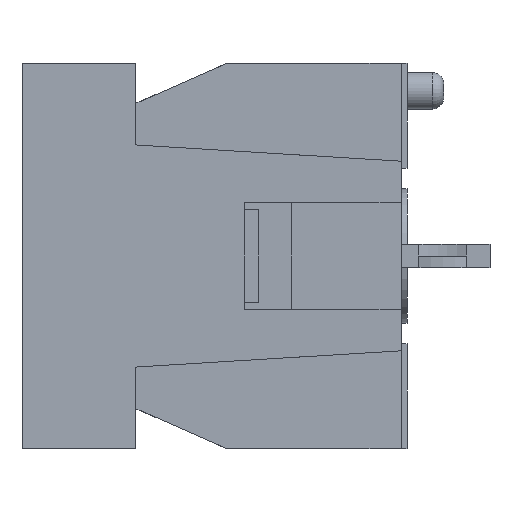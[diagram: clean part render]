
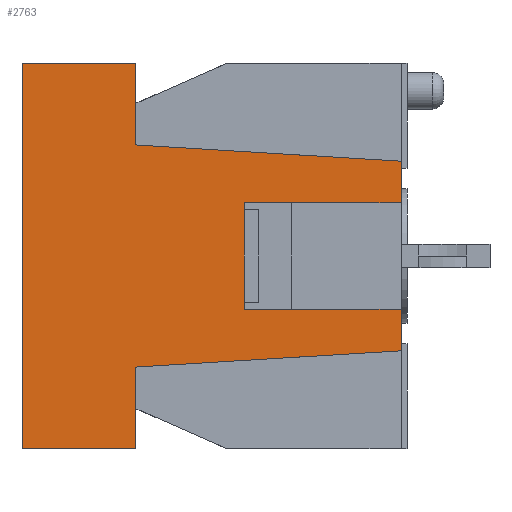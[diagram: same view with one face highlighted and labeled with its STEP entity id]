
A CAD part, left-side view. The second image highlights one B-rep face of the part: STEP entity #2763.
In plain terms, the highlighted planar face has unit normal (-1, 0, 0).
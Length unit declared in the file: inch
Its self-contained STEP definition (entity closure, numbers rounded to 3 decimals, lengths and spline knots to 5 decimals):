
#468 = ORIENTED_EDGE ( 'NONE', *, *, #1753, .T. ) ;
#596 = AXIS2_PLACEMENT_3D ( 'NONE', #3629, #6913, #6347 ) ;
#693 = VECTOR ( 'NONE', #4043, 39.37008 ) ;
#719 = DIRECTION ( 'NONE',  ( 0., -0.998, 0.061 ) ) ;
#886 = EDGE_LOOP ( 'NONE', ( #6876, #6710, #1398, #5108, #4189, #4222, #1122, #3117, #1723, #979, #6519, #468 ) ) ;
#889 = FACE_OUTER_BOUND ( 'NONE', #886, .T. ) ;
#979 = ORIENTED_EDGE ( 'NONE', *, *, #7080, .T. ) ;
#1122 = ORIENTED_EDGE ( 'NONE', *, *, #6848, .T. ) ;
#1223 = CARTESIAN_POINT ( 'NONE',  ( -0.745, 0.64, -0.325 ) ) ;
#1263 = DIRECTION ( 'NONE',  ( 0., 0., -1. ) ) ;
#1304 = CARTESIAN_POINT ( 'NONE',  ( -0.745, 0., 0.1875 ) ) ;
#1370 = CARTESIAN_POINT ( 'NONE',  ( -0.745, 0.448, -0.1875 ) ) ;
#1373 = EDGE_CURVE ( 'NONE', #6446, #4306, #6346, .T. ) ;
#1398 = ORIENTED_EDGE ( 'NONE', *, *, #2557, .F. ) ;
#1426 = DIRECTION ( 'NONE',  ( 0., 0., 1. ) ) ;
#1504 = LINE ( 'NONE', #7106, #2458 ) ;
#1514 = VECTOR ( 'NONE', #3404, 39.37008 ) ;
#1553 = CARTESIAN_POINT ( 'NONE',  ( -0.745, 0.448, 0.325 ) ) ;
#1621 = VECTOR ( 'NONE', #6907, 39.37008 ) ;
#1645 = CARTESIAN_POINT ( 'NONE',  ( -0.745, 0.448, 0.1875 ) ) ;
#1665 = DIRECTION ( 'NONE',  ( 0., 0., 1. ) ) ;
#1723 = ORIENTED_EDGE ( 'NONE', *, *, #1373, .F. ) ;
#1753 = EDGE_CURVE ( 'NONE', #6044, #4789, #3770, .T. ) ;
#2012 = CARTESIAN_POINT ( 'NONE',  ( -0.745, 0.448, 0.325 ) ) ;
#2458 = VECTOR ( 'NONE', #5473, 39.37008 ) ;
#2557 = EDGE_CURVE ( 'NONE', #2998, #4181, #2912, .T. ) ;
#2763 = ADVANCED_FACE ( 'NONE', ( #889 ), #3065, .F. ) ;
#2784 = EDGE_CURVE ( 'NONE', #4381, #6044, #6680, .T. ) ;
#2902 = VERTEX_POINT ( 'NONE', #6397 ) ;
#2912 = LINE ( 'NONE', #4465, #1514 ) ;
#2949 = CARTESIAN_POINT ( 'NONE',  ( -0.745, 0., -0.09 ) ) ;
#2998 = VERTEX_POINT ( 'NONE', #6622 ) ;
#3059 = CARTESIAN_POINT ( 'NONE',  ( -0.745, 0.64, 0.325 ) ) ;
#3065 = PLANE ( 'NONE',  #596 ) ;
#3110 = DIRECTION ( 'NONE',  ( 0., 0., 1. ) ) ;
#3117 = ORIENTED_EDGE ( 'NONE', *, *, #5849, .F. ) ;
#3148 = CARTESIAN_POINT ( 'NONE',  ( -0.745, 0.64, 0.325 ) ) ;
#3213 = DIRECTION ( 'NONE',  ( 0., 1., 0. ) ) ;
#3311 = VECTOR ( 'NONE', #1665, 39.37008 ) ;
#3319 = LINE ( 'NONE', #6783, #693 ) ;
#3329 = DIRECTION ( 'NONE',  ( 0., -1., 0. ) ) ;
#3404 = DIRECTION ( 'NONE',  ( 0., 0., -1. ) ) ;
#3629 = CARTESIAN_POINT ( 'NONE',  ( -0.745, 0.64, 0.325 ) ) ;
#3764 = VECTOR ( 'NONE', #1426, 39.37008 ) ;
#3770 = LINE ( 'NONE', #4563, #5550 ) ;
#3783 = VERTEX_POINT ( 'NONE', #7163 ) ;
#3815 = VECTOR ( 'NONE', #5163, 39.37008 ) ;
#3819 = LINE ( 'NONE', #4327, #3311 ) ;
#3827 = LINE ( 'NONE', #5459, #6750 ) ;
#4043 = DIRECTION ( 'NONE',  ( 0., -0.998, -0.061 ) ) ;
#4181 = VERTEX_POINT ( 'NONE', #7155 ) ;
#4189 = ORIENTED_EDGE ( 'NONE', *, *, #5472, .F. ) ;
#4222 = ORIENTED_EDGE ( 'NONE', *, *, #5977, .F. ) ;
#4278 = VECTOR ( 'NONE', #1263, 39.37008 ) ;
#4292 = EDGE_CURVE ( 'NONE', #6958, #4789, #6626, .T. ) ;
#4306 = VERTEX_POINT ( 'NONE', #3059 ) ;
#4327 = CARTESIAN_POINT ( 'NONE',  ( -0.745, 0.448, 0.325 ) ) ;
#4381 = VERTEX_POINT ( 'NONE', #4674 ) ;
#4428 = VECTOR ( 'NONE', #3213, 39.37008 ) ;
#4465 = CARTESIAN_POINT ( 'NONE',  ( -0.745, 0.265, 0. ) ) ;
#4563 = CARTESIAN_POINT ( 'NONE',  ( -0.745, -0.00978, -0.1594 ) ) ;
#4598 = CARTESIAN_POINT ( 'NONE',  ( -0.745, 0.64, -0.325 ) ) ;
#4674 = CARTESIAN_POINT ( 'NONE',  ( -0.745, 0.448, -0.325 ) ) ;
#4789 = VERTEX_POINT ( 'NONE', #6778 ) ;
#4912 = LINE ( 'NONE', #4598, #3815 ) ;
#5083 = VERTEX_POINT ( 'NONE', #1553 ) ;
#5108 = ORIENTED_EDGE ( 'NONE', *, *, #5247, .F. ) ;
#5163 = DIRECTION ( 'NONE',  ( 0., -1., 0. ) ) ;
#5247 = EDGE_CURVE ( 'NONE', #3783, #2998, #1504, .T. ) ;
#5459 = CARTESIAN_POINT ( 'NONE',  ( -0.745, 0.64, 0.325 ) ) ;
#5472 = EDGE_CURVE ( 'NONE', #2902, #3783, #6942, .T. ) ;
#5473 = DIRECTION ( 'NONE',  ( 0., 1., 0. ) ) ;
#5550 = VECTOR ( 'NONE', #719, 39.37008 ) ;
#5819 = VECTOR ( 'NONE', #3110, 39.37008 ) ;
#5849 = EDGE_CURVE ( 'NONE', #4306, #5083, #3827, .T. ) ;
#5977 = EDGE_CURVE ( 'NONE', #6952, #2902, #3319, .T. ) ;
#6044 = VERTEX_POINT ( 'NONE', #1370 ) ;
#6346 = LINE ( 'NONE', #3148, #5819 ) ;
#6347 = DIRECTION ( 'NONE',  ( 0., 0., -1. ) ) ;
#6384 = CARTESIAN_POINT ( 'NONE',  ( -0.745, 0., 0.1875 ) ) ;
#6397 = CARTESIAN_POINT ( 'NONE',  ( -0.745, 0., 0.16 ) ) ;
#6446 = VERTEX_POINT ( 'NONE', #1223 ) ;
#6519 = ORIENTED_EDGE ( 'NONE', *, *, #2784, .T. ) ;
#6622 = CARTESIAN_POINT ( 'NONE',  ( -0.745, 0.265, 0.09 ) ) ;
#6626 = LINE ( 'NONE', #6384, #1621 ) ;
#6680 = LINE ( 'NONE', #2012, #3764 ) ;
#6710 = ORIENTED_EDGE ( 'NONE', *, *, #6780, .T. ) ;
#6737 = LINE ( 'NONE', #7079, #4428 ) ;
#6750 = VECTOR ( 'NONE', #3329, 39.37008 ) ;
#6778 = CARTESIAN_POINT ( 'NONE',  ( -0.745, 0., -0.16 ) ) ;
#6780 = EDGE_CURVE ( 'NONE', #6958, #4181, #6737, .T. ) ;
#6783 = CARTESIAN_POINT ( 'NONE',  ( -0.745, -0.00978, 0.1594 ) ) ;
#6848 = EDGE_CURVE ( 'NONE', #6952, #5083, #3819, .T. ) ;
#6876 = ORIENTED_EDGE ( 'NONE', *, *, #4292, .F. ) ;
#6907 = DIRECTION ( 'NONE',  ( 0., 0., -1. ) ) ;
#6913 = DIRECTION ( 'NONE',  ( 1., 0., 0. ) ) ;
#6942 = LINE ( 'NONE', #1304, #4278 ) ;
#6952 = VERTEX_POINT ( 'NONE', #1645 ) ;
#6958 = VERTEX_POINT ( 'NONE', #2949 ) ;
#7079 = CARTESIAN_POINT ( 'NONE',  ( -0.745, 0., -0.09 ) ) ;
#7080 = EDGE_CURVE ( 'NONE', #6446, #4381, #4912, .T. ) ;
#7106 = CARTESIAN_POINT ( 'NONE',  ( -0.745, 0., 0.09 ) ) ;
#7155 = CARTESIAN_POINT ( 'NONE',  ( -0.745, 0.265, -0.09 ) ) ;
#7163 = CARTESIAN_POINT ( 'NONE',  ( -0.745, 0., 0.09 ) ) ;
